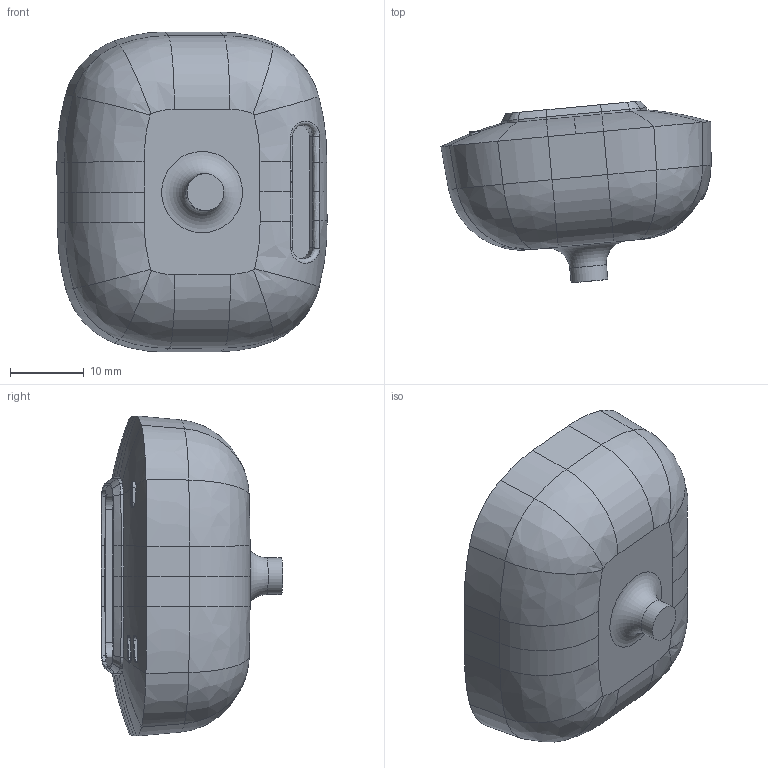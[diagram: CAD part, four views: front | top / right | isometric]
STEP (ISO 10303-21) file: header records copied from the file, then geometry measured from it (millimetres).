
FILE_DESCRIPTION(/* description */ (''),/* implementation_level */ '2;1');
FILE_NAME(/* name */ 'CS_Camera_HD3000.ipt.step',/* time_stamp */ '2017-01-05T11:50:46-08:00',/* author */ ('Autodesk Inc.'),/* organization */ ('Autodesk Inc.'),/* preprocessor_version */ 'ST-DEVELOPER v16.5',/* originating_system */ 'Autodesk Inventor 2017',/* authorisation */ '');
FILE_SCHEMA (('AUTOMOTIVE_DESIGN { 1 0 10303 214 3 1 1 }'));
Length unit declared in the file: millimetre
Products named in the file (1): CS_Camera_HD3000
Bounding box: 36.61 x 24.63 x 43.36 mm (x, y, z)
Volume: 19191.3 mm3; surface area: 6595.6 mm2
Topology: 1 solids, 1 shells, 301 faces, 755 edges, 460 vertices
Faces by surface type: bspline 133, plane 100, cylinder 60, torus 4, cone 4
Full cylindrical faces by diameter (mm): 3.363 x1, 5 x1
Entity records: 11524 total; most frequent: CARTESIAN_POINT 4247, ORIENTED_EDGE 1504, DIRECTION 1371, EDGE_CURVE 751, AXIS2_PLACEMENT_3D 500, VERTEX_POINT 460, LINE 371, VECTOR 371
